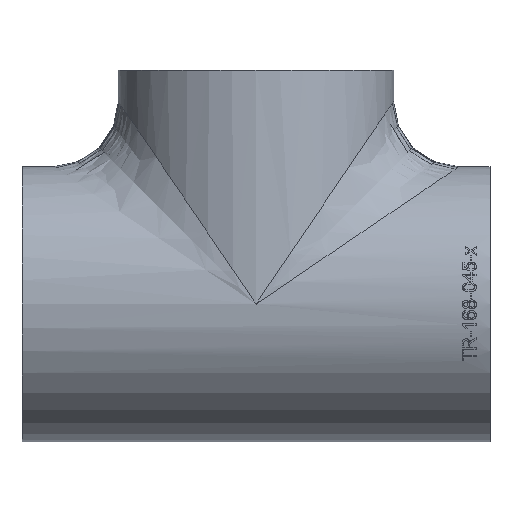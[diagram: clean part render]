
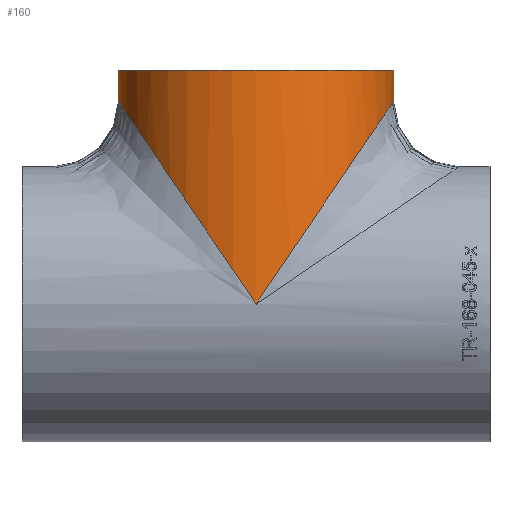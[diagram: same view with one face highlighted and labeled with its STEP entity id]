
A CAD part, top view. The second image highlights one B-rep face of the part: STEP entity #160.
In plain terms, the highlighted cylindrical face has radius 84.15 mm (diameter 168.3 mm), a full revolution.
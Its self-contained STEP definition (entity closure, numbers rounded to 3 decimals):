
#160 = ADVANCED_FACE ( 'NONE', ( #7835, #11075 ), #6520, .T. ) ;
#2095 = EDGE_CURVE ( 'NONE', #17304, #8267, #8493, .T. ) ;
#2404 = AXIS2_PLACEMENT_3D ( 'NONE', #7007, #15350, #3451 ) ;
#3382 = AXIS2_PLACEMENT_3D ( 'NONE', #4743, #9854, #16781 ) ;
#3451 = DIRECTION ( 'NONE',  ( 0., 0., -1. ) ) ;
#4743 = CARTESIAN_POINT ( 'NONE',  ( 0., 0., 0. ) ) ;
#6520 = CYLINDRICAL_SURFACE ( 'NONE', #3382, 84.15 ) ;
#7007 = CARTESIAN_POINT ( 'NONE',  ( 0., 143., 0. ) ) ;
#7435 = CARTESIAN_POINT ( 'NONE',  ( 168.3, 248.3, 84.15 ) ) ;
#7620 =( BOUNDED_CURVE ( )  B_SPLINE_CURVE ( 3, ( #16080, #7435, #17961, #21179 ),
 .UNSPECIFIED., .F., .F. ) 
 B_SPLINE_CURVE_WITH_KNOTS ( ( 4, 4 ),
 ( 1.571, 4.712 ),
 .UNSPECIFIED. ) 
 CURVE ( )  GEOMETRIC_REPRESENTATION_ITEM ( )  RATIONAL_B_SPLINE_CURVE ( ( 1., 0.333, 0.333, 1. ) ) 
 REPRESENTATION_ITEM ( '' )  );
#7835 = FACE_OUTER_BOUND ( 'NONE', #12280, .T. ) ;
#8267 = VERTEX_POINT ( 'NONE', #18549 ) ;
#8493 =( BOUNDED_CURVE ( )  B_SPLINE_CURVE ( 3, ( #19596, #19668, #16005, #21100 ),
 .UNSPECIFIED., .F., .F. ) 
 B_SPLINE_CURVE_WITH_KNOTS ( ( 4, 4 ),
 ( 1.571, 4.712 ),
 .UNSPECIFIED. ) 
 CURVE ( )  GEOMETRIC_REPRESENTATION_ITEM ( )  RATIONAL_B_SPLINE_CURVE ( ( 1., 0.333, 0.333, 1. ) ) 
 REPRESENTATION_ITEM ( '' )  );
#9080 = CIRCLE ( 'NONE', #2404, 84.15 ) ;
#9561 = ORIENTED_EDGE ( 'NONE', *, *, #18947, .T. ) ;
#9854 = DIRECTION ( 'NONE',  ( 0., -1., 0. ) ) ;
#11075 = FACE_OUTER_BOUND ( 'NONE', #17683, .T. ) ;
#11647 = VERTEX_POINT ( 'NONE', #13908 ) ;
#12280 = EDGE_LOOP ( 'NONE', ( #9561 ) ) ;
#13089 = EDGE_CURVE ( 'NONE', #8267, #17304, #7620, .T. ) ;
#13328 = ORIENTED_EDGE ( 'NONE', *, *, #2095, .T. ) ;
#13908 = CARTESIAN_POINT ( 'NONE',  ( 0., 143., -84.15 ) ) ;
#15350 = DIRECTION ( 'NONE',  ( 0., -1., 0. ) ) ;
#16005 = CARTESIAN_POINT ( 'NONE',  ( -168.3, 248.3, 84.15 ) ) ;
#16080 = CARTESIAN_POINT ( 'NONE',  ( 0., 0., 84.15 ) ) ;
#16781 = DIRECTION ( 'NONE',  ( 0., 0., -1. ) ) ;
#17304 = VERTEX_POINT ( 'NONE', #21382 ) ;
#17683 = EDGE_LOOP ( 'NONE', ( #13328, #17927 ) ) ;
#17927 = ORIENTED_EDGE ( 'NONE', *, *, #13089, .T. ) ;
#17961 = CARTESIAN_POINT ( 'NONE',  ( 168.3, 248.3, -84.15 ) ) ;
#18549 = CARTESIAN_POINT ( 'NONE',  ( 0., 0., 84.15 ) ) ;
#18947 = EDGE_CURVE ( 'NONE', #11647, #11647, #9080, .T. ) ;
#19596 = CARTESIAN_POINT ( 'NONE',  ( 0., 0., -84.15 ) ) ;
#19668 = CARTESIAN_POINT ( 'NONE',  ( -168.3, 248.3, -84.15 ) ) ;
#21100 = CARTESIAN_POINT ( 'NONE',  ( 0., 0., 84.15 ) ) ;
#21179 = CARTESIAN_POINT ( 'NONE',  ( 0., 0., -84.15 ) ) ;
#21382 = CARTESIAN_POINT ( 'NONE',  ( 0., 0., -84.15 ) ) ;
